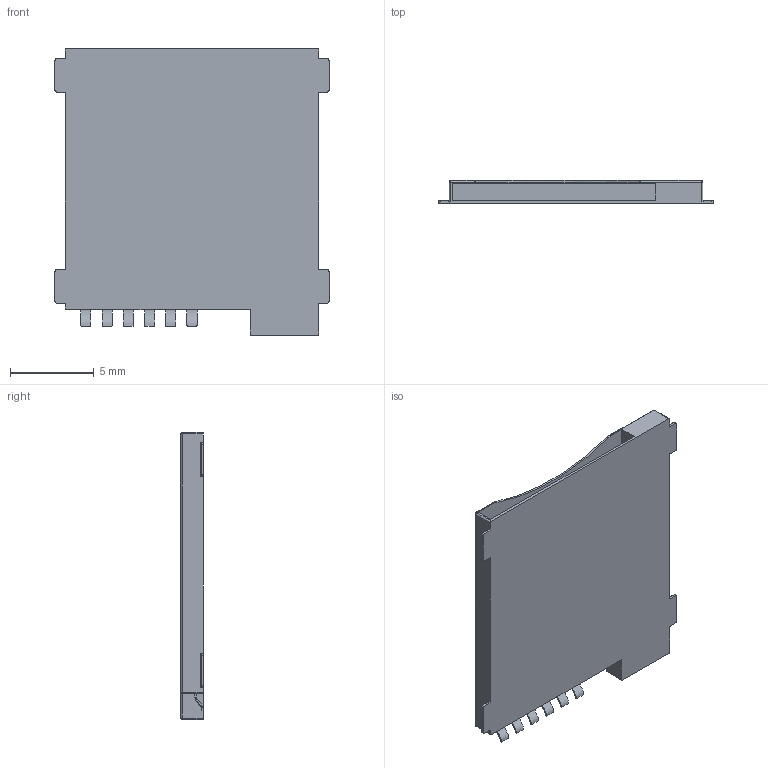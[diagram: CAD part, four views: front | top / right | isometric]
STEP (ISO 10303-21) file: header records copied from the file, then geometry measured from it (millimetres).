
FILE_DESCRIPTION (( 'STEP AP214' ), '1' );
FILE_NAME ('User Library-Sim Holder.STEP', '2016-05-24T20:48:51', ( 'Windows User' ), ( '' ), 'SwSTEP 2.0', 'SolidWorks 2016', '' );
FILE_SCHEMA (( 'AUTOMOTIVE_DESIGN' ));
Length unit declared in the file: millimetre
Products named in the file (1): User Library-Sim Holder
Bounding box: 16.4 x 1.35 x 17.2 mm (x, y, z)
Volume: 132.6 mm3; surface area: 973.3 mm2
Topology: 7 solids, 7 shells, 269 faces, 638 edges, 378 vertices
Faces by surface type: plane 101, cylinder 87, cone 24, bspline 24, sphere 17, torus 16
Entity records: 9393 total; most frequent: CARTESIAN_POINT 2430, DIRECTION 1296, ORIENTED_EDGE 1266, EDGE_CURVE 633, AXIS2_PLACEMENT_3D 468, VERTEX_POINT 378, LINE 360, VECTOR 360
